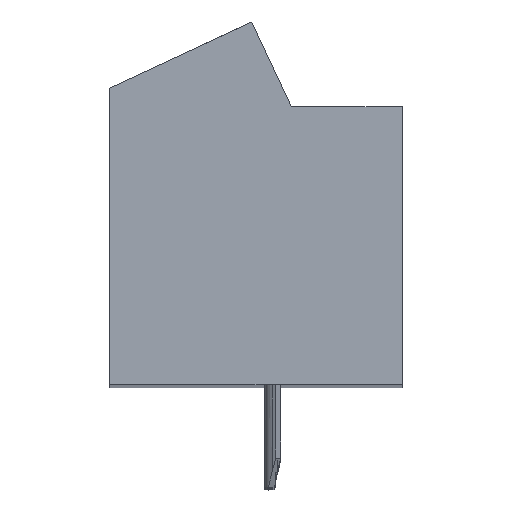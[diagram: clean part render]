
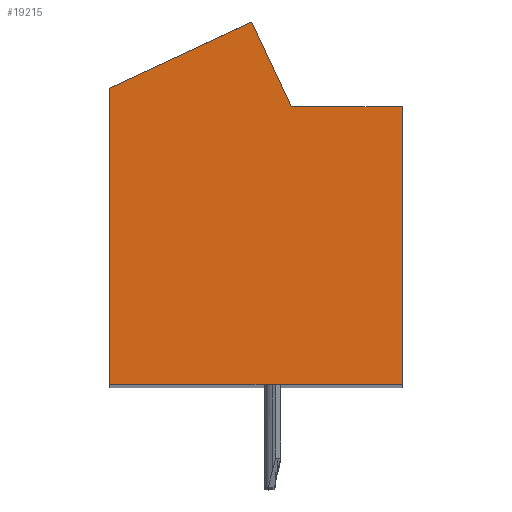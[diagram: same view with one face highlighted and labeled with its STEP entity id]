
A CAD part, top view. The second image highlights one B-rep face of the part: STEP entity #19215.
In plain terms, the highlighted planar face has unit normal (0, 0, 1).
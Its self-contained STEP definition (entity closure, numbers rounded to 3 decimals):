
#6781=DIRECTION('',(-1.,0.,0.));
#6782=VECTOR('',#6781,3.79);
#6783=CARTESIAN_POINT('',(5.002,3.3,54.25));
#6784=LINE('',#6783,#6782);
#6785=DIRECTION('',(0.,1.,0.));
#6786=VECTOR('',#6785,9.5);
#6787=CARTESIAN_POINT('',(5.002,-6.2,54.25));
#6788=LINE('',#6787,#6786);
#6789=DIRECTION('',(1.,0.,0.));
#6790=VECTOR('',#6789,10.);
#6791=CARTESIAN_POINT('',(-4.998,-6.2,54.25));
#6792=LINE('',#6791,#6790);
#6793=DIRECTION('',(0.,-1.,0.));
#6794=VECTOR('',#6793,10.135);
#6795=CARTESIAN_POINT('',(-4.998,3.935,54.25));
#6796=LINE('',#6795,#6794);
#6797=DIRECTION('',(-0.906,-0.423,0.));
#6798=VECTOR('',#6797,5.36);
#6799=CARTESIAN_POINT('',(-0.14,6.2,54.25));
#6800=LINE('',#6799,#6798);
#6801=DIRECTION('',(-0.423,0.906,0.));
#6802=VECTOR('',#6801,3.2);
#6803=CARTESIAN_POINT('',(1.212,3.3,54.25));
#6804=LINE('',#6803,#6802);
#8337=CARTESIAN_POINT('',(5.002,3.3,54.25));
#8338=CARTESIAN_POINT('',(1.212,3.3,54.25));
#8339=VERTEX_POINT('',#8337);
#8340=VERTEX_POINT('',#8338);
#8341=CARTESIAN_POINT('',(-0.14,6.2,54.25));
#8342=VERTEX_POINT('',#8341);
#8343=CARTESIAN_POINT('',(-4.998,3.935,54.25));
#8344=VERTEX_POINT('',#8343);
#8345=CARTESIAN_POINT('',(-4.998,-6.2,54.25));
#8346=VERTEX_POINT('',#8345);
#8347=CARTESIAN_POINT('',(5.002,-6.2,54.25));
#8348=VERTEX_POINT('',#8347);
#19202=CARTESIAN_POINT('',(0.,0.,54.25));
#19203=DIRECTION('',(0.,0.,1.));
#19204=DIRECTION('',(1.,0.,0.));
#19205=AXIS2_PLACEMENT_3D('',#19202,#19203,#19204);
#19206=PLANE('',#19205);
#19207=ORIENTED_EDGE('',*,*,#10646,.F.);
#19208=ORIENTED_EDGE('',*,*,#10661,.F.);
#19209=ORIENTED_EDGE('',*,*,#10675,.F.);
#19210=ORIENTED_EDGE('',*,*,#10980,.F.);
#19211=ORIENTED_EDGE('',*,*,#11726,.F.);
#19212=ORIENTED_EDGE('',*,*,#19196,.F.);
#19213=EDGE_LOOP('',(#19207,#19208,#19209,#19210,#19211,#19212));
#19214=FACE_OUTER_BOUND('',#19213,.F.);
#10646=EDGE_CURVE('',#8339,#8340,#6784,.T.);
#10661=EDGE_CURVE('',#8348,#8339,#6788,.T.);
#10675=EDGE_CURVE('',#8346,#8348,#6792,.T.);
#10980=EDGE_CURVE('',#8344,#8346,#6796,.T.);
#11726=EDGE_CURVE('',#8342,#8344,#6800,.T.);
#19196=EDGE_CURVE('',#8340,#8342,#6804,.T.);
#19215=ADVANCED_FACE('',(#19214),#19206,.T.);
